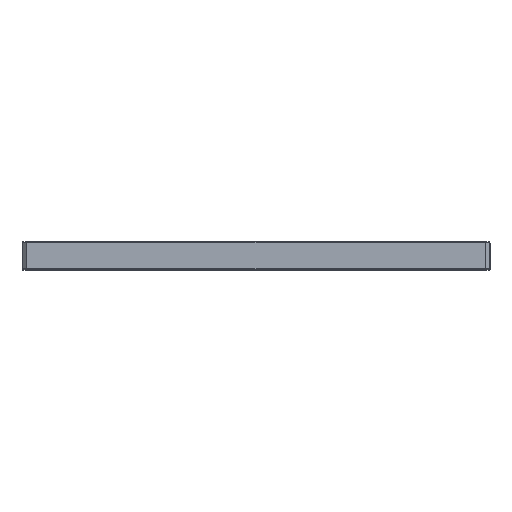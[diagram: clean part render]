
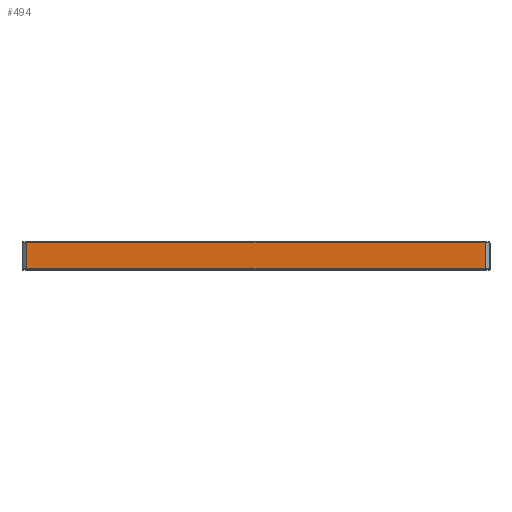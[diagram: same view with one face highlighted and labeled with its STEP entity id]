
A CAD part, top view. The second image highlights one B-rep face of the part: STEP entity #494.
In plain terms, the highlighted planar face has unit normal (0, 0, 1).
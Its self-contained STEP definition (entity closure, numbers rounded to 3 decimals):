
#362 = DIRECTION ( 'NONE',  ( -1., 0., 0. ) ) ;
#400 = LINE ( 'NONE', #2702, #1900 ) ;
#442 = DIRECTION ( 'NONE',  ( 0., -1., 0. ) ) ;
#494 = ADVANCED_FACE ( 'NONE', ( #1706 ), #1770, .F. ) ;
#649 = CARTESIAN_POINT ( 'NONE',  ( 77.07, 0.2, 144.2 ) ) ;
#785 = ORIENTED_EDGE ( 'NONE', *, *, #1681, .T. ) ;
#880 = ORIENTED_EDGE ( 'NONE', *, *, #1498, .T. ) ;
#934 = ORIENTED_EDGE ( 'NONE', *, *, #3642, .T. ) ;
#1019 = CARTESIAN_POINT ( 'NONE',  ( -20.3, 6., 144.2 ) ) ;
#1170 = CARTESIAN_POINT ( 'NONE',  ( 77.07, 5.8, 144.2 ) ) ;
#1178 = EDGE_CURVE ( 'NONE', #1698, #2452, #400, .T. ) ;
#1219 = CARTESIAN_POINT ( 'NONE',  ( 77.07, 0.2, 144.2 ) ) ;
#1253 = VECTOR ( 'NONE', #1965, 1000. ) ;
#1341 = CARTESIAN_POINT ( 'NONE',  ( -20.3, 5.8, 144.2 ) ) ;
#1498 = EDGE_CURVE ( 'NONE', #2459, #2275, #3202, .T. ) ;
#1657 = ORIENTED_EDGE ( 'NONE', *, *, #1178, .T. ) ;
#1681 = EDGE_CURVE ( 'NONE', #2275, #1698, #1732, .T. ) ;
#1698 = VERTEX_POINT ( 'NONE', #1170 ) ;
#1706 = FACE_OUTER_BOUND ( 'NONE', #3485, .T. ) ;
#1732 = LINE ( 'NONE', #2869, #1253 ) ;
#1770 = PLANE ( 'NONE',  #3152 ) ;
#1900 = VECTOR ( 'NONE', #2364, 1000. ) ;
#1965 = DIRECTION ( 'NONE',  ( 0., 1., 0. ) ) ;
#2275 = VERTEX_POINT ( 'NONE', #1219 ) ;
#2326 = VECTOR ( 'NONE', #442, 1000. ) ;
#2364 = DIRECTION ( 'NONE',  ( -1., 0., 0. ) ) ;
#2452 = VERTEX_POINT ( 'NONE', #1341 ) ;
#2459 = VERTEX_POINT ( 'NONE', #3348 ) ;
#2463 = DIRECTION ( 'NONE',  ( 1., 0., 0. ) ) ;
#2702 = CARTESIAN_POINT ( 'NONE',  ( -21.3, 5.8, 144.2 ) ) ;
#2841 = CARTESIAN_POINT ( 'NONE',  ( -21.3, 6., 144.2 ) ) ;
#2868 = VECTOR ( 'NONE', #2463, 1000. ) ;
#2869 = CARTESIAN_POINT ( 'NONE',  ( 77.07, 6., 144.2 ) ) ;
#2993 = LINE ( 'NONE', #1019, #2326 ) ;
#3128 = DIRECTION ( 'NONE',  ( 0., 0., -1. ) ) ;
#3152 = AXIS2_PLACEMENT_3D ( 'NONE', #2841, #3128, #362 ) ;
#3202 = LINE ( 'NONE', #649, #2868 ) ;
#3348 = CARTESIAN_POINT ( 'NONE',  ( -20.3, 0.2, 144.2 ) ) ;
#3485 = EDGE_LOOP ( 'NONE', ( #934, #880, #785, #1657 ) ) ;
#3642 = EDGE_CURVE ( 'NONE', #2452, #2459, #2993, .T. ) ;
